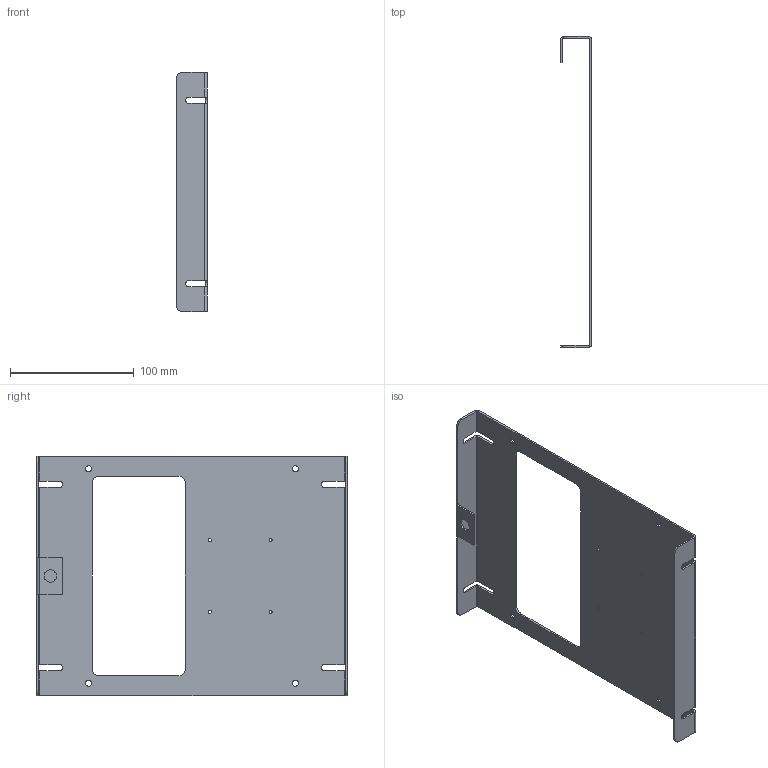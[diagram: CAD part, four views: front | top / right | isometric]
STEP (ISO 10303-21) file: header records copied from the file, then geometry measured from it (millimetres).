
FILE_DESCRIPTION(/* description */ (''),/* implementation_level */ '2;1');
FILE_NAME(/* name */ 'Innengehäuse gebogen.stp',/* time_stamp */ '2015-04-14T18:21:00+02:00',/* author */ ('ElMatinho'),/* organization */ (''),/* preprocessor_version */ 'ST-DEVELOPER v15.6',/* originating_system */ 'Autodesk Inventor 2015',/* authorisation */ '');
FILE_SCHEMA (('AUTOMOTIVE_DESIGN { 1 0 10303 214 3 1 1 }'));
Length unit declared in the file: millimetre
Products named in the file (1): Innengehäuse gebogen
Bounding box: 25 x 251 x 193 mm (x, y, z)
Volume: 66869.5 mm3; surface area: 92010.3 mm2
Topology: 1 solids, 1 shells, 67 faces, 228 edges, 155 vertices
Faces by surface type: cylinder 39, plane 28
Full cylindrical faces by diameter (mm): 2.5 x4, 5 x4, 10 x1
Entity records: 2472 total; most frequent: CARTESIAN_POINT 434, DIRECTION 422, ORIENTED_EDGE 420, EDGE_CURVE 210, VERTEX_POINT 146, AXIS2_PLACEMENT_3D 146, LINE 130, VECTOR 130
